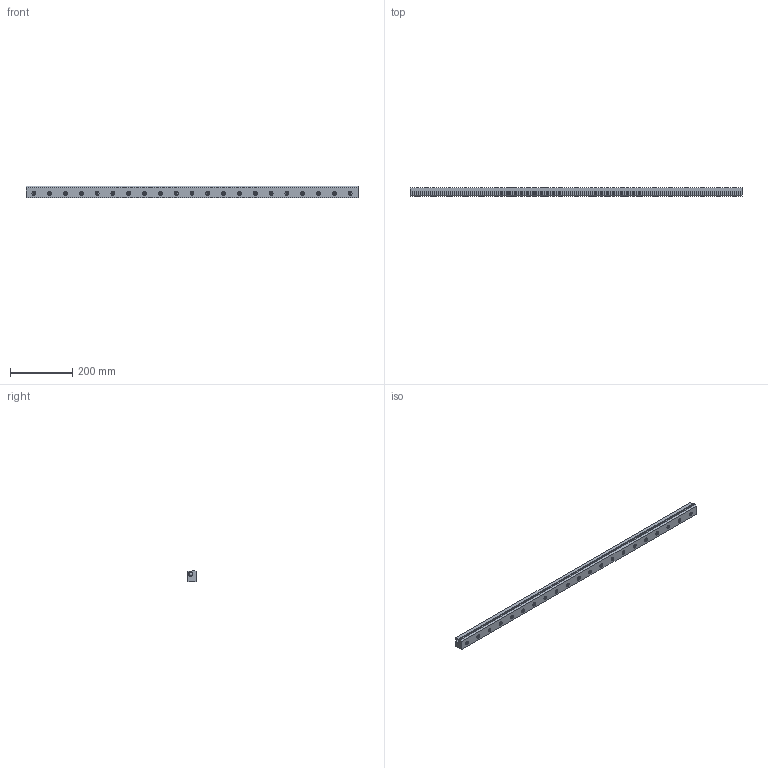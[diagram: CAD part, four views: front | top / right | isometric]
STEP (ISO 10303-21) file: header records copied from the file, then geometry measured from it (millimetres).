
FILE_DESCRIPTION(/* description */ (''),/* implementation_level */ '2;1');
FILE_NAME(/* name */ '110042SS-316.stp',/* time_stamp */ '2019-10-10T09:45:44-04:00',/* author */ ('Ryan Longshore'),/* organization */ (''),/* preprocessor_version */ 'ST-DEVELOPER v18',/* originating_system */ 'Autodesk Inventor 2020',/* authorisation */ '');
FILE_SCHEMA (('CONFIG_CONTROL_DESIGN'));
Length unit declared in the file: inch
Products named in the file (1): 110042SS-316
Bounding box: 1066.8 x 26.21 x 36.51 mm (x, y, z)
Volume: 939044.5 mm3; surface area: 147199.5 mm2
Topology: 1 solids, 22 shells, 466 faces, 1197 edges, 842 vertices
Faces by surface type: plane 248, cylinder 111, cone 65, bspline 21, torus 21
Full cylindrical faces by diameter (mm): 5.159 x21, 6.35 x21, 7.144 x21, 11.1 x21, 11.112 x4, 12.7 x21, 13.716 x2
Entity records: 15192 total; most frequent: CARTESIAN_POINT 3323, DIRECTION 2485, ORIENTED_EDGE 2348, EDGE_CURVE 1174, AXIS2_PLACEMENT_3D 1012, VERTEX_POINT 842, EDGE_LOOP 598, CIRCLE 566
